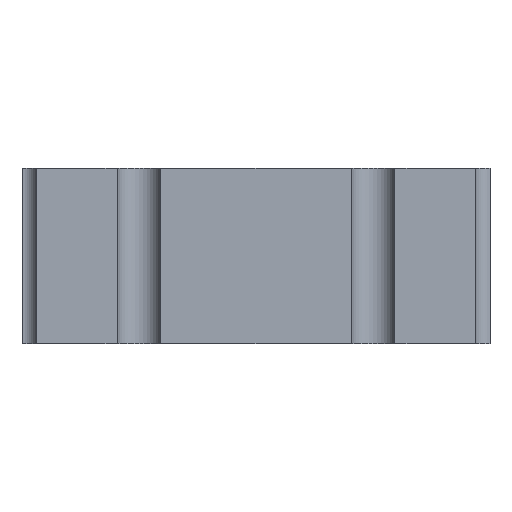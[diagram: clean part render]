
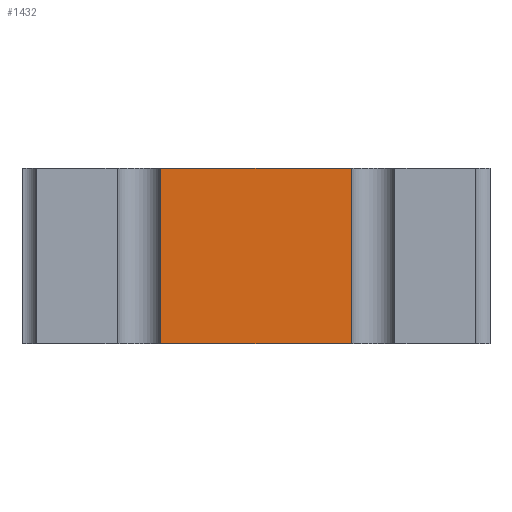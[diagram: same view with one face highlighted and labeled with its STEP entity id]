
A CAD part, front view. The second image highlights one B-rep face of the part: STEP entity #1432.
In plain terms, the highlighted planar face has unit normal (0, -1, 0).
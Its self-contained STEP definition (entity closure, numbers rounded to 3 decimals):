
#217 = VERTEX_POINT('',#218);
#218 = CARTESIAN_POINT('',(0.65,-2.5,0.));
#225 = EDGE_CURVE('',#217,#226,#228,.T.);
#226 = VERTEX_POINT('',#227);
#227 = CARTESIAN_POINT('',(-0.65,-2.5,0.));
#228 = LINE('',#229,#230);
#229 = CARTESIAN_POINT('',(1.6,-2.5,0.));
#230 = VECTOR('',#231,1.);
#231 = DIRECTION('',(-1.,0.,0.));
#730 = VERTEX_POINT('',#731);
#731 = CARTESIAN_POINT('',(-0.65,-2.5,1.2));
#738 = EDGE_CURVE('',#730,#739,#741,.T.);
#739 = VERTEX_POINT('',#740);
#740 = CARTESIAN_POINT('',(0.65,-2.5,1.2));
#741 = LINE('',#742,#743);
#742 = CARTESIAN_POINT('',(1.6,-2.5,1.2));
#743 = VECTOR('',#744,1.);
#744 = DIRECTION('',(1.,0.,0.));
#1126 = EDGE_CURVE('',#217,#739,#1127,.T.);
#1127 = LINE('',#1128,#1129);
#1128 = CARTESIAN_POINT('',(0.65,-2.5,0.));
#1129 = VECTOR('',#1130,1.);
#1130 = DIRECTION('',(0.,0.,1.));
#1258 = EDGE_CURVE('',#730,#226,#1259,.T.);
#1259 = LINE('',#1260,#1261);
#1260 = CARTESIAN_POINT('',(-0.65,-2.5,0.));
#1261 = VECTOR('',#1262,1.);
#1262 = DIRECTION('',(0.,-0.,-1.));
#1432 = ADVANCED_FACE('',(#1433),#1439,.T.);
#1433 = FACE_BOUND('',#1434,.T.);
#1434 = EDGE_LOOP('',(#1435,#1436,#1437,#1438));
#1435 = ORIENTED_EDGE('',*,*,#1126,.T.);
#1436 = ORIENTED_EDGE('',*,*,#738,.F.);
#1437 = ORIENTED_EDGE('',*,*,#1258,.T.);
#1438 = ORIENTED_EDGE('',*,*,#225,.F.);
#1439 = PLANE('',#1440);
#1440 = AXIS2_PLACEMENT_3D('',#1441,#1442,#1443);
#1441 = CARTESIAN_POINT('',(-1.6,-2.5,0.));
#1442 = DIRECTION('',(0.,-1.,0.));
#1443 = DIRECTION('',(1.,0.,0.));
